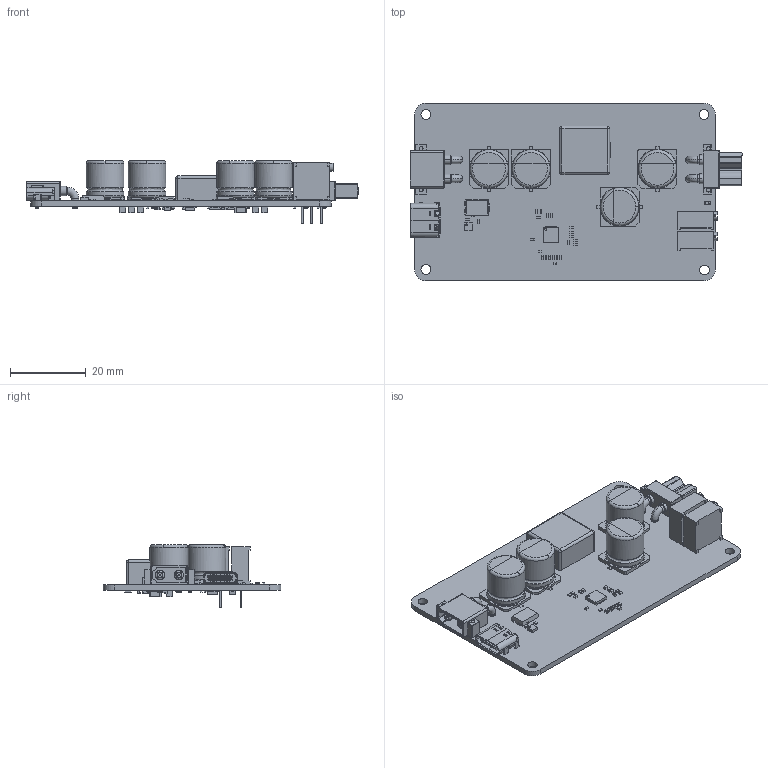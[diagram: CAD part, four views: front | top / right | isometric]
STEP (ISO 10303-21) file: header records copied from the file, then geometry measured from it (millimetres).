
FILE_DESCRIPTION(('KiCad electronic assembly'),'2;1');
FILE_NAME('SC8703_Buck-Boost.step','2026-02-11T23:09:54',('Pcbnew'),( 'Kicad'),'Open CASCADE STEP processor 7.9','KiCad to STEP converter' ,'Unknown');
FILE_SCHEMA(('AUTOMOTIVE_DESIGN { 1 0 10303 214 1 1 1 1 }'));
Length unit declared in the file: millimetre
Products named in the file (20): SC8703_Buck-Boost 1; Potentiometer_Bourns_3296X_Horizontal; C_0402_1005Metric; R_0402_1005Metric; TO-277A; L_APV_APH1265; CP_Elec_10x10.5; kicad_embedded_6DB935A76040367BB6ECEAB5A52DE9C1; kicad_embedded_7BA1ECBECA14A3BCC881D795E405AB3A; QFN-32-1EP_4x4mm_P0.4mm_EP2.65x2.65mm; kicad_embedded_48A38469BB1219B435A75E7E84041711; LED_0603_1608Metric; kicad_embedded_288C52F85CB911EDA1869AF94F865E95; R_0603_1608Metric; C_1206_3216Metric; C_0603_1608Metric; D_SOD-123F; kicad_embedded_7A897783B6D852C6EFDC28187245486F; R_1206_3216Metric; SC8703_Buck-Boost_PCB
Assembly tree (63 placements, depth 2):
  SC8703_Buck-Boost 1
    Potentiometer_Bourns_3296X_Horizontal  x2
    C_0402_1005Metric  x13
    R_0402_1005Metric  x13
    TO-277A
    L_APV_APH1265
    CP_Elec_10x10.5  x4
    kicad_embedded_6DB935A76040367BB6ECEAB5A52DE9C1
    kicad_embedded_7BA1ECBECA14A3BCC881D795E405AB3A
    QFN-32-1EP_4x4mm_P0.4mm_EP2.65x2.65mm
    kicad_embedded_48A38469BB1219B435A75E7E84041711
    LED_0603_1608Metric
    kicad_embedded_288C52F85CB911EDA1869AF94F865E95
    R_0603_1608Metric  x6
    C_1206_3216Metric  x6
    C_0603_1608Metric  x2
    D_SOD-123F  x2
    kicad_embedded_7A897783B6D852C6EFDC28187245486F  x4
    R_1206_3216Metric  x2
    SC8703_Buck-Boost_PCB
Bounding box: 87.87 x 47 x 16.52 mm (x, y, z)
Volume: 11819 mm3; surface area: 14563 mm2
Topology: 98 solids, 98 shells, 3251 faces, 8280 edges, 5282 vertices
Faces by surface type: plane 2041, cylinder 980, torus 112, bspline 62, sphere 38, revolution 10, cone 8
Full cylindrical faces by diameter (mm): 0.4 x1, 0.5 x7, 0.51 x6, 0.65 x2, 0.8 x6, 1 x4, 1.9 x4, 2.19 x2, 2.6 x4, 10 x8
Entity records: 71547 total; most frequent: CARTESIAN_POINT 11355, DIRECTION 9806, ORIENTED_EDGE 9514, EDGE_CURVE 4757, LINE 3363, VECTOR 3363, AXIS2_PLACEMENT_3D 3218, VERTEX_POINT 2995
